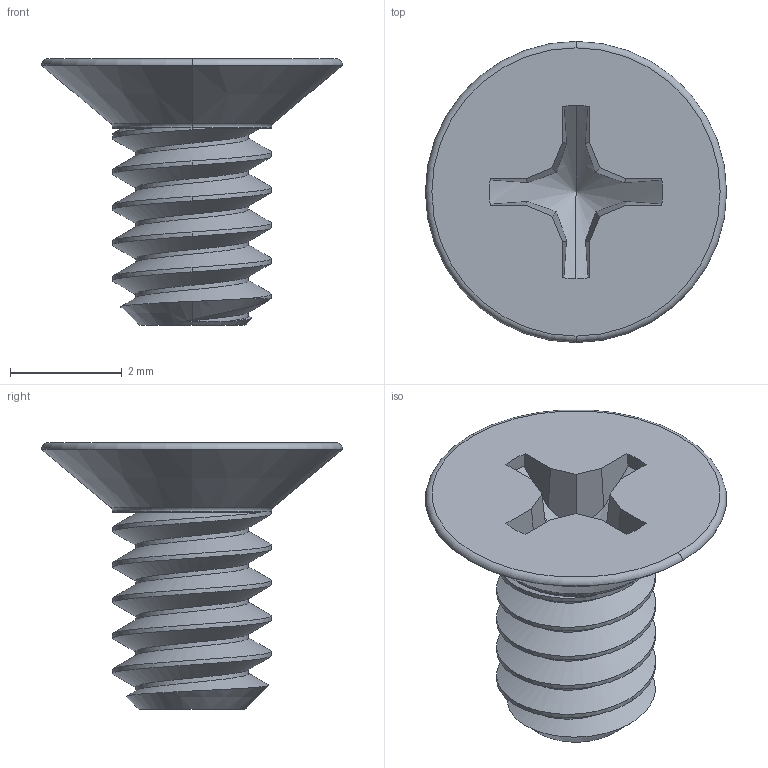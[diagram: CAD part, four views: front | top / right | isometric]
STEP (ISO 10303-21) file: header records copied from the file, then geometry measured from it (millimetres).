
FILE_DESCRIPTION (( 'STEP AP203' ), '1' );
FILE_NAME ('90471A150_Zinc-Plated Steel Phillips Flat Head Screws.STEP', '2023-02-17T14:58:31', ( 'Administrator' ), ( 'Managed by Terraform' ), 'SwSTEP 2.0', 'SolidWorks 2017', '' );
FILE_SCHEMA (( 'CONFIG_CONTROL_DESIGN' ));
Length unit declared in the file: inch
Products named in the file (1): 90471A150_Zinc-Plated Steel Phillips Flat Head Screws
Bounding box: 5.38 x 5.38 x 4.76 mm (x, y, z)
Volume: 31.1 mm3; surface area: 104.4 mm2
Topology: 1 solids, 1 shells, 56 faces, 150 edges, 96 vertices
Faces by surface type: cylinder 20, plane 20, cone 9, torus 4, bspline 3
Entity records: 2627 total; most frequent: CARTESIAN_POINT 1280, ORIENTED_EDGE 296, DIRECTION 237, EDGE_CURVE 148, VERTEX_POINT 96, AXIS2_PLACEMENT_3D 92, EDGE_LOOP 58, FACE_OUTER_BOUND 56
